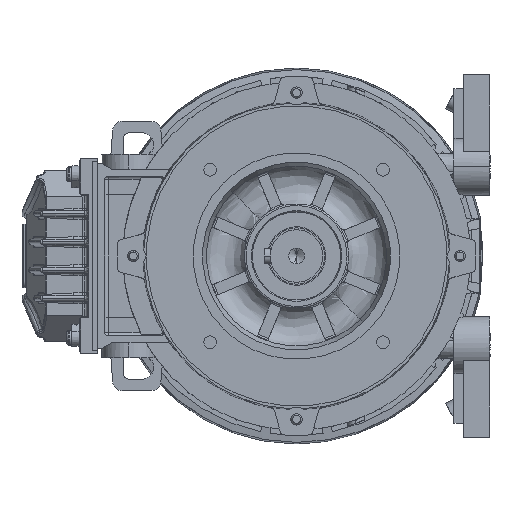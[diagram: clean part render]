
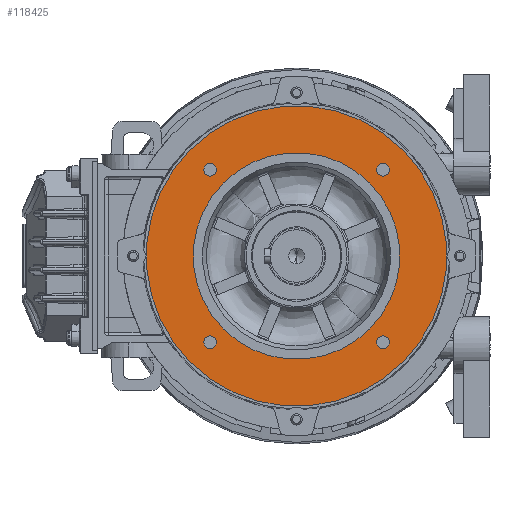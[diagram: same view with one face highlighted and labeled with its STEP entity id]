
A CAD part, left-side view. The second image highlights one B-rep face of the part: STEP entity #118425.
In plain terms, the highlighted planar face has unit normal (-1, 0, 0).
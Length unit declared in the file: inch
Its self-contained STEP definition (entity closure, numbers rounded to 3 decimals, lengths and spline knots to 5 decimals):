
#1517 = VERTEX_POINT ( 'NONE', #130650 ) ;
#1522 = EDGE_CURVE ( 'NONE', #149696, #6727, #101981, .T. ) ;
#3464 = PLANE ( 'NONE',  #41183 ) ;
#5188 = AXIS2_PLACEMENT_3D ( 'NONE', #123304, #62991, #110173 ) ;
#6376 = AXIS2_PLACEMENT_3D ( 'NONE', #80067, #55323, #9631 ) ;
#6727 = VERTEX_POINT ( 'NONE', #148621 ) ;
#6874 = CARTESIAN_POINT ( 'NONE',  ( -1.5748, 2.22711, 2.22711 ) ) ;
#7396 = AXIS2_PLACEMENT_3D ( 'NONE', #33069, #80239, #141367 ) ;
#9170 = CARTESIAN_POINT ( 'NONE',  ( -1.5748, 0., 0. ) ) ;
#9631 = DIRECTION ( 'NONE',  ( 0., -0.707, -0.707 ) ) ;
#11176 = VERTEX_POINT ( 'NONE', #43373 ) ;
#15821 = CARTESIAN_POINT ( 'NONE',  ( -1.5748, -1.53114, 1.53114 ) ) ;
#17280 = VERTEX_POINT ( 'NONE', #17983 ) ;
#17983 = CARTESIAN_POINT ( 'NONE',  ( -1.5748, -1.53114, -1.53114 ) ) ;
#18020 = CIRCLE ( 'NONE', #72385, 2.16535 ) ;
#19230 = DIRECTION ( 'NONE',  ( 1., 0., 0. ) ) ;
#19451 = DIRECTION ( 'NONE',  ( 0., 0.707, 0.707 ) ) ;
#20024 = DIRECTION ( 'NONE',  ( -1., 0., 0. ) ) ;
#22140 = VERTEX_POINT ( 'NONE', #145907 ) ;
#23819 = ORIENTED_EDGE ( 'NONE', *, *, #104508, .F. ) ;
#24288 = ORIENTED_EDGE ( 'NONE', *, *, #89594, .F. ) ;
#25382 = DIRECTION ( 'NONE',  ( -1., 0., 0. ) ) ;
#28973 = FACE_BOUND ( 'NONE', #119632, .T. ) ;
#29579 = DIRECTION ( 'NONE',  ( 0., 0.707, 0.707 ) ) ;
#31622 = DIRECTION ( 'NONE',  ( 0., -0.707, -0.707 ) ) ;
#33069 = CARTESIAN_POINT ( 'NONE',  ( -1.5748, 1.80953, 1.80953 ) ) ;
#35292 = AXIS2_PLACEMENT_3D ( 'NONE', #142292, #45597, #47114 ) ;
#35336 = CARTESIAN_POINT ( 'NONE',  ( -1.5748, 0., 0. ) ) ;
#35358 = DIRECTION ( 'NONE',  ( -1., 0., 0. ) ) ;
#36337 = ORIENTED_EDGE ( 'NONE', *, *, #93650, .F. ) ;
#37197 = EDGE_CURVE ( 'NONE', #149716, #1517, #74096, .T. ) ;
#38790 = VERTEX_POINT ( 'NONE', #105306 ) ;
#40616 = FACE_BOUND ( 'NONE', #73025, .T. ) ;
#41183 = AXIS2_PLACEMENT_3D ( 'NONE', #15821, #124110, #63029 ) ;
#42221 = CARTESIAN_POINT ( 'NONE',  ( -1.5748, 1.71487, 1.71487 ) ) ;
#43373 = CARTESIAN_POINT ( 'NONE',  ( -1.5748, -1.90418, -1.90418 ) ) ;
#43485 = CARTESIAN_POINT ( 'NONE',  ( -1.5748, -1.80953, -1.80953 ) ) ;
#43701 = AXIS2_PLACEMENT_3D ( 'NONE', #137889, #55093, #29579 ) ;
#44349 = ORIENTED_EDGE ( 'NONE', *, *, #53232, .F. ) ;
#45597 = DIRECTION ( 'NONE',  ( -1., 0., 0. ) ) ;
#47114 = DIRECTION ( 'NONE',  ( 0., 0.707, 0.707 ) ) ;
#49474 = EDGE_CURVE ( 'NONE', #139631, #53216, #125376, .T. ) ;
#52688 = AXIS2_PLACEMENT_3D ( 'NONE', #35336, #81771, #104950 ) ;
#53216 = VERTEX_POINT ( 'NONE', #102256 ) ;
#53232 = EDGE_CURVE ( 'NONE', #38790, #11176, #130917, .T. ) ;
#55093 = DIRECTION ( 'NONE',  ( -1., 0., 0. ) ) ;
#55323 = DIRECTION ( 'NONE',  ( -1., 0., 0. ) ) ;
#55640 = VERTEX_POINT ( 'NONE', #132053 ) ;
#58658 = AXIS2_PLACEMENT_3D ( 'NONE', #61709, #25382, #63253 ) ;
#59719 = ORIENTED_EDGE ( 'NONE', *, *, #152476, .F. ) ;
#61709 = CARTESIAN_POINT ( 'NONE',  ( -1.5748, -1.80953, 1.80953 ) ) ;
#62991 = DIRECTION ( 'NONE',  ( -1., 0., 0. ) ) ;
#63029 = DIRECTION ( 'NONE',  ( 0., 0.707, 0.707 ) ) ;
#63253 = DIRECTION ( 'NONE',  ( 0., 0.707, 0.707 ) ) ;
#69371 = CIRCLE ( 'NONE', #5188, 0.13386 ) ;
#69407 = CARTESIAN_POINT ( 'NONE',  ( -1.5748, 1.80953, -1.80953 ) ) ;
#69883 = AXIS2_PLACEMENT_3D ( 'NONE', #104347, #20024, #151577 ) ;
#70088 = ORIENTED_EDGE ( 'NONE', *, *, #148627, .F. ) ;
#70856 = CIRCLE ( 'NONE', #43701, 0.13386 ) ;
#72385 = AXIS2_PLACEMENT_3D ( 'NONE', #92627, #152181, #117314 ) ;
#73025 = EDGE_LOOP ( 'NONE', ( #59719, #90003 ) ) ;
#74096 = CIRCLE ( 'NONE', #7396, 0.13386 ) ;
#74640 = FACE_BOUND ( 'NONE', #119822, .T. ) ;
#74674 = CIRCLE ( 'NONE', #124150, 3.14961 ) ;
#75080 = ORIENTED_EDGE ( 'NONE', *, *, #49474, .F. ) ;
#75415 = FACE_BOUND ( 'NONE', #131494, .T. ) ;
#76935 = FACE_OUTER_BOUND ( 'NONE', #149383, .T. ) ;
#80067 = CARTESIAN_POINT ( 'NONE',  ( -1.5748, 0., 0. ) ) ;
#80239 = DIRECTION ( 'NONE',  ( -1., 0., 0. ) ) ;
#81771 = DIRECTION ( 'NONE',  ( 1., 0., 0. ) ) ;
#86392 = EDGE_CURVE ( 'NONE', #6727, #149696, #91961, .T. ) ;
#88668 = CARTESIAN_POINT ( 'NONE',  ( -1.5748, 1.71487, -1.90418 ) ) ;
#89594 = EDGE_CURVE ( 'NONE', #53216, #139631, #70856, .T. ) ;
#90003 = ORIENTED_EDGE ( 'NONE', *, *, #131870, .F. ) ;
#91961 = CIRCLE ( 'NONE', #114134, 0.13386 ) ;
#92627 = CARTESIAN_POINT ( 'NONE',  ( -1.5748, 0., 0. ) ) ;
#93650 = EDGE_CURVE ( 'NONE', #55640, #129955, #74674, .T. ) ;
#93891 = AXIS2_PLACEMENT_3D ( 'NONE', #43485, #125460, #19451 ) ;
#94560 = ORIENTED_EDGE ( 'NONE', *, *, #86392, .F. ) ;
#101981 = CIRCLE ( 'NONE', #35292, 0.13386 ) ;
#102256 = CARTESIAN_POINT ( 'NONE',  ( -1.5748, -1.71487, 1.90418 ) ) ;
#104347 = CARTESIAN_POINT ( 'NONE',  ( -1.5748, 1.80953, 1.80953 ) ) ;
#104508 = EDGE_CURVE ( 'NONE', #1517, #149716, #136626, .T. ) ;
#104950 = DIRECTION ( 'NONE',  ( 0., -0.707, -0.707 ) ) ;
#105306 = CARTESIAN_POINT ( 'NONE',  ( -1.5748, -1.71487, -1.71487 ) ) ;
#110173 = DIRECTION ( 'NONE',  ( 0., 0.707, 0.707 ) ) ;
#114134 = AXIS2_PLACEMENT_3D ( 'NONE', #69407, #35358, #116568 ) ;
#115592 = CARTESIAN_POINT ( 'NONE',  ( -1.5748, -1.90418, 1.71487 ) ) ;
#116568 = DIRECTION ( 'NONE',  ( 0., 0.707, 0.707 ) ) ;
#117314 = DIRECTION ( 'NONE',  ( 0., -0.707, -0.707 ) ) ;
#118425 = ADVANCED_FACE ( 'NONE', ( #76935, #40616, #28973, #74640, #145086, #75415 ), #3464, .F. ) ;
#119343 = CIRCLE ( 'NONE', #52688, 3.14961 ) ;
#119632 = EDGE_LOOP ( 'NONE', ( #23819, #126456 ) ) ;
#119822 = EDGE_LOOP ( 'NONE', ( #24288, #75080 ) ) ;
#123304 = CARTESIAN_POINT ( 'NONE',  ( -1.5748, -1.80953, -1.80953 ) ) ;
#124110 = DIRECTION ( 'NONE',  ( 1., 0., 0. ) ) ;
#124150 = AXIS2_PLACEMENT_3D ( 'NONE', #9170, #19230, #31622 ) ;
#125376 = CIRCLE ( 'NONE', #58658, 0.13386 ) ;
#125460 = DIRECTION ( 'NONE',  ( -1., 0., 0. ) ) ;
#125701 = EDGE_LOOP ( 'NONE', ( #44349, #139793 ) ) ;
#126456 = ORIENTED_EDGE ( 'NONE', *, *, #37197, .F. ) ;
#129955 = VERTEX_POINT ( 'NONE', #6874 ) ;
#130650 = CARTESIAN_POINT ( 'NONE',  ( -1.5748, 1.90418, 1.90418 ) ) ;
#130917 = CIRCLE ( 'NONE', #93891, 0.13386 ) ;
#131494 = EDGE_LOOP ( 'NONE', ( #94560, #140479 ) ) ;
#131870 = EDGE_CURVE ( 'NONE', #22140, #17280, #18020, .T. ) ;
#132053 = CARTESIAN_POINT ( 'NONE',  ( -1.5748, -2.22711, -2.22711 ) ) ;
#136626 = CIRCLE ( 'NONE', #69883, 0.13386 ) ;
#137889 = CARTESIAN_POINT ( 'NONE',  ( -1.5748, -1.80953, 1.80953 ) ) ;
#139631 = VERTEX_POINT ( 'NONE', #115592 ) ;
#139793 = ORIENTED_EDGE ( 'NONE', *, *, #142077, .F. ) ;
#140479 = ORIENTED_EDGE ( 'NONE', *, *, #1522, .F. ) ;
#141367 = DIRECTION ( 'NONE',  ( 0., 0.707, 0.707 ) ) ;
#142077 = EDGE_CURVE ( 'NONE', #11176, #38790, #69371, .T. ) ;
#142292 = CARTESIAN_POINT ( 'NONE',  ( -1.5748, 1.80953, -1.80953 ) ) ;
#145086 = FACE_BOUND ( 'NONE', #125701, .T. ) ;
#145907 = CARTESIAN_POINT ( 'NONE',  ( -1.5748, 1.53114, 1.53114 ) ) ;
#147234 = CIRCLE ( 'NONE', #6376, 2.16535 ) ;
#148621 = CARTESIAN_POINT ( 'NONE',  ( -1.5748, 1.90418, -1.71487 ) ) ;
#148627 = EDGE_CURVE ( 'NONE', #129955, #55640, #119343, .T. ) ;
#149383 = EDGE_LOOP ( 'NONE', ( #36337, #70088 ) ) ;
#149696 = VERTEX_POINT ( 'NONE', #88668 ) ;
#149716 = VERTEX_POINT ( 'NONE', #42221 ) ;
#151577 = DIRECTION ( 'NONE',  ( 0., 0.707, 0.707 ) ) ;
#152181 = DIRECTION ( 'NONE',  ( -1., 0., 0. ) ) ;
#152476 = EDGE_CURVE ( 'NONE', #17280, #22140, #147234, .T. ) ;
